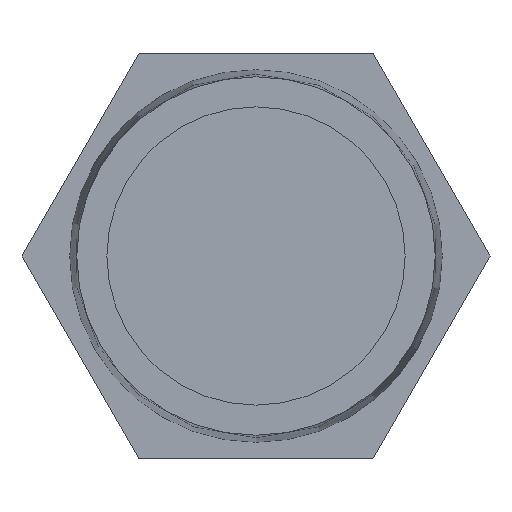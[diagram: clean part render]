
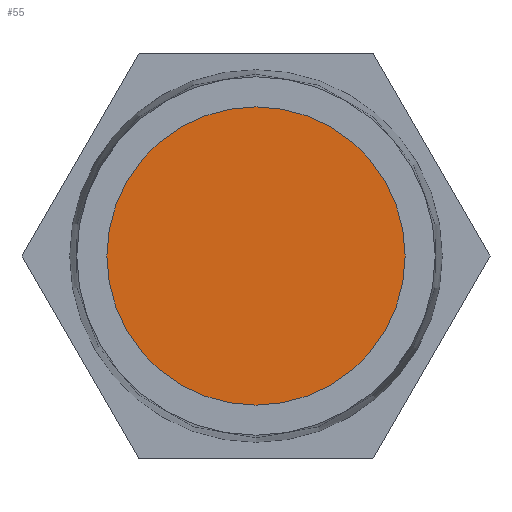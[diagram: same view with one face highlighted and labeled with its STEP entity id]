
A CAD part, front view. The second image highlights one B-rep face of the part: STEP entity #55.
In plain terms, the highlighted planar face has unit normal (0, -1, 0).
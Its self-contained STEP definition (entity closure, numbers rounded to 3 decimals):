
#55 = ADVANCED_FACE( '', ( #121 ), #122, .T. );
#121 = FACE_OUTER_BOUND( '', #204, .T. );
#122 = PLANE( '', #205 );
#204 = EDGE_LOOP( '', ( #305 ) );
#205 = AXIS2_PLACEMENT_3D( '', #306, #307, #308 );
#305 = ORIENTED_EDGE( '', *, *, #432, .T. );
#306 = CARTESIAN_POINT( '', ( 0., 13., 0. ) );
#307 = DIRECTION( '', ( 0., -1., 0. ) );
#308 = DIRECTION( '', ( 1., 0., 0. ) );
#432 = EDGE_CURVE( '', #498, #498, #499, .T. );
#498 = VERTEX_POINT( '', #589 );
#499 = CIRCLE( '', #590, 13.25 );
#589 = CARTESIAN_POINT( '', ( 0., 13., -13.25 ) );
#590 = AXIS2_PLACEMENT_3D( '', #656, #657, #658 );
#656 = CARTESIAN_POINT( '', ( 0., 13., 0. ) );
#657 = DIRECTION( '', ( 0., -1., 0. ) );
#658 = DIRECTION( '', ( 0., 0., -1. ) );
